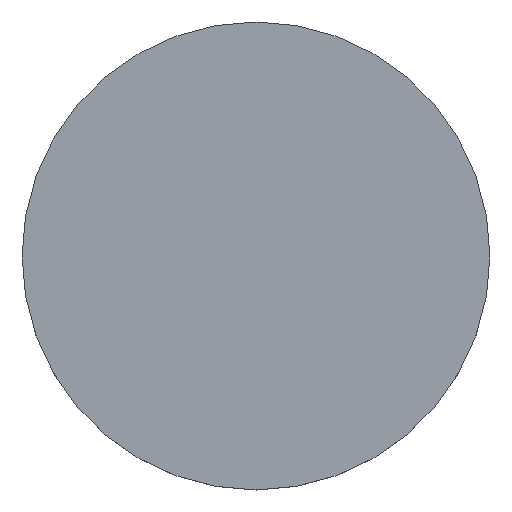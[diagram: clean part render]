
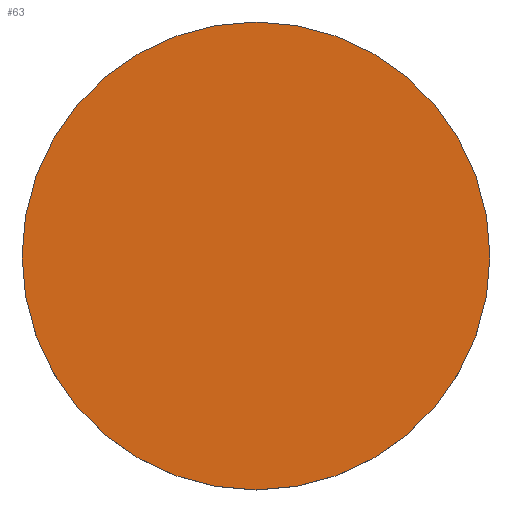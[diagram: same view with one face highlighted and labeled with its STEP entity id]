
A CAD part, top view. The second image highlights one B-rep face of the part: STEP entity #63.
In plain terms, the highlighted planar face has unit normal (0, 0, 1).
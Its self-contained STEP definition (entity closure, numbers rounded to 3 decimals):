
#4 = DIRECTION ( 'NONE',  ( 1., 0., 0. ) ) ;
#14 = ORIENTED_EDGE ( 'NONE', *, *, #110, .F. ) ;
#36 = DIRECTION ( 'NONE',  ( 0., 0., -1. ) ) ;
#40 = DIRECTION ( 'NONE',  ( 1., 0., 0. ) ) ;
#45 = VERTEX_POINT ( 'NONE', #113 ) ;
#53 = AXIS2_PLACEMENT_3D ( 'NONE', #96, #77, #4 ) ;
#60 = PLANE ( 'NONE',  #143 ) ;
#63 = ADVANCED_FACE ( 'NONE', ( #193 ), #60, .T. ) ;
#71 = ORIENTED_EDGE ( 'NONE', *, *, #121, .F. ) ;
#77 = DIRECTION ( 'NONE',  ( 0., 0., -1. ) ) ;
#96 = CARTESIAN_POINT ( 'NONE',  ( 0., 0., 6. ) ) ;
#110 = EDGE_CURVE ( 'NONE', #45, #138, #197, .T. ) ;
#113 = CARTESIAN_POINT ( 'NONE',  ( 25.4, 0., 6. ) ) ;
#121 = EDGE_CURVE ( 'NONE', #138, #45, #163, .T. ) ;
#135 = EDGE_LOOP ( 'NONE', ( #14, #71 ) ) ;
#138 = VERTEX_POINT ( 'NONE', #166 ) ;
#140 = CARTESIAN_POINT ( 'NONE',  ( 0., 0., 6. ) ) ;
#143 = AXIS2_PLACEMENT_3D ( 'NONE', #208, #181, #221 ) ;
#163 = CIRCLE ( 'NONE', #53, 25.4 ) ;
#166 = CARTESIAN_POINT ( 'NONE',  ( -25.4, 0., 6. ) ) ;
#180 = AXIS2_PLACEMENT_3D ( 'NONE', #140, #36, #40 ) ;
#181 = DIRECTION ( 'NONE',  ( 0., 0., 1. ) ) ;
#193 = FACE_OUTER_BOUND ( 'NONE', #135, .T. ) ;
#197 = CIRCLE ( 'NONE', #180, 25.4 ) ;
#208 = CARTESIAN_POINT ( 'NONE',  ( 0., 52.02, 6. ) ) ;
#221 = DIRECTION ( 'NONE',  ( 1., 0., 0. ) ) ;
